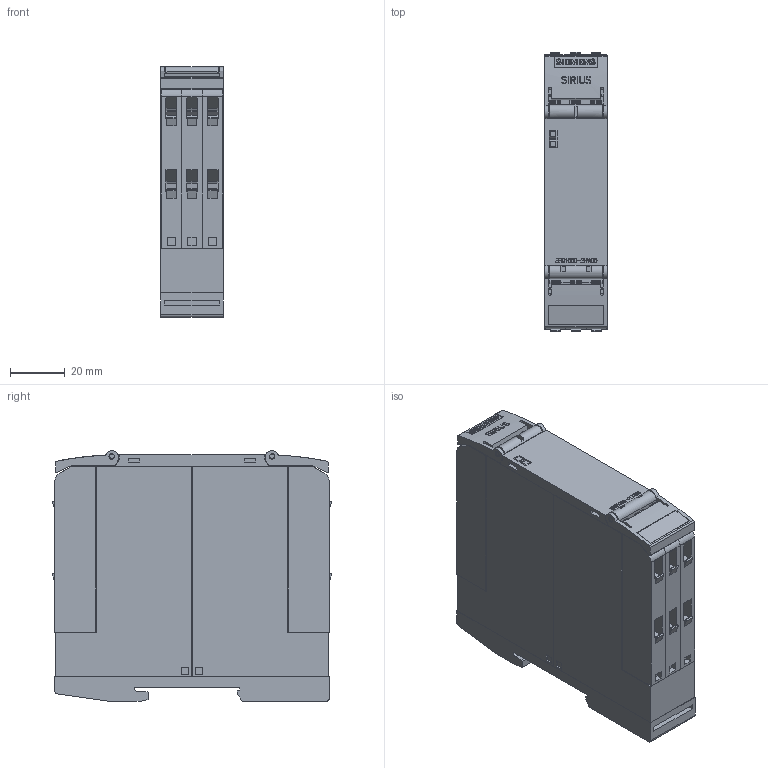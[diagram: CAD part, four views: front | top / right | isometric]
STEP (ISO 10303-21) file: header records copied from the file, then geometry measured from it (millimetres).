
FILE_DESCRIPTION(('STEP AP214'),'1');
FILE_NAME('cctmp_07783C7B-AE03-4143-878F-F48DDAC90523_2023_07_21_09_52_25_0088..stp','2023-07-21T07:52:26',('SIEMENS A&D'),('CADClick - www.CADClick.com'),'Spatial InterOp 3D postprocessed',' ','unknown authorization');
FILE_SCHEMA(('AUTOMOTIVE_DESIGN'));
Length unit declared in the file: millimetre
Products named in the file (1): 2023_07_21_09_52_25_0037
Bounding box: 22.8 x 101.96 x 91.42 mm (x, y, z)
Volume: 190066.9 mm3; surface area: 52040.5 mm2
Topology: 1 solids, 1 shells, 1569 faces, 4441 edges, 2946 vertices
Faces by surface type: plane 1344, cylinder 209, torus 16
Entity records: 55515 total; most frequent: CARTESIAN_POINT 9515, ORIENTED_EDGE 8866, DIRECTION 8070, EDGE_CURVE 4433, LINE 3844, VECTOR 3844, VERTEX_POINT 2946, AXIS2_PLACEMENT_3D 2113
